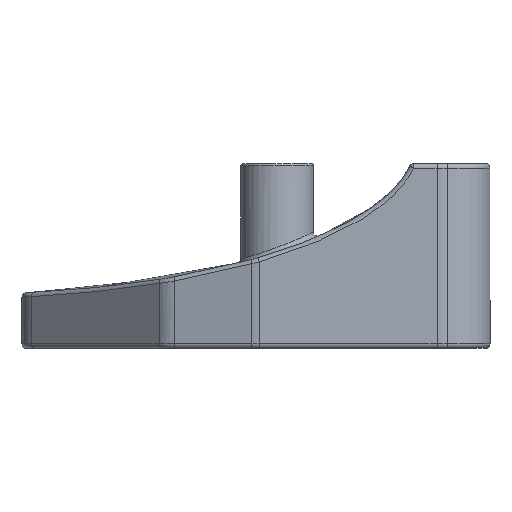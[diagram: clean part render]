
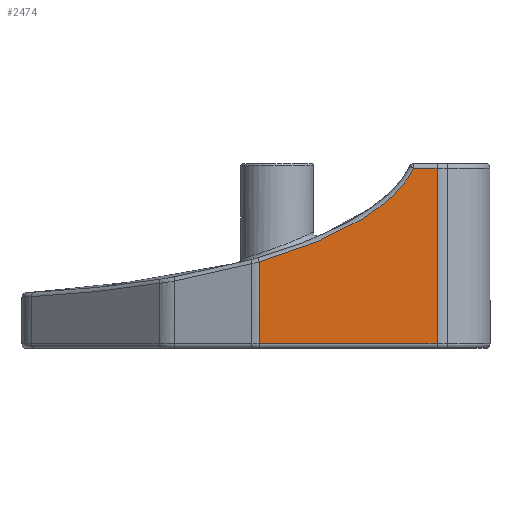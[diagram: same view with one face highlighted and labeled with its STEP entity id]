
A CAD part, left-side view. The second image highlights one B-rep face of the part: STEP entity #2474.
In plain terms, the highlighted planar face has unit normal (-1, 0, 0).
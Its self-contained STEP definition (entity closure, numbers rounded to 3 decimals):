
#40=PLANE('',#2737);
#149=LINE('',#3997,#314);
#173=LINE('',#4939,#338);
#180=LINE('',#4988,#345);
#181=LINE('',#4990,#346);
#314=VECTOR('',#3078,10.);
#338=VECTOR('',#3260,10.);
#345=VECTOR('',#3285,10.);
#346=VECTOR('',#3288,10.);
#585=FACE_OUTER_BOUND('',#745,.T.);
#745=EDGE_LOOP('',(#2024,#2025,#2026,#2027,#2028));
#1005=B_SPLINE_CURVE_WITH_KNOTS('',3,(#4515,#4516,#4517,#4518,#4519,#4520,
#4521),.UNSPECIFIED.,.F.,.F.,(4,1,1,1,4),(-1.788,-1.058,
-0.571,-0.327,-0.084),
 .UNSPECIFIED.);
#1083=VERTEX_POINT('',#3991);
#1084=VERTEX_POINT('',#3995);
#1115=VERTEX_POINT('',#4384);
#1139=VERTEX_POINT('',#4856);
#1143=VERTEX_POINT('',#4905);
#1343=EDGE_CURVE('',#1084,#1083,#149,.T.);
#1395=EDGE_CURVE('',#1115,#1084,#1005,.T.);
#1452=EDGE_CURVE('',#1139,#1143,#173,.T.);
#1462=EDGE_CURVE('',#1115,#1143,#180,.T.);
#1463=EDGE_CURVE('',#1083,#1139,#181,.T.);
#2024=ORIENTED_EDGE('',*,*,#1343,.F.);
#2025=ORIENTED_EDGE('',*,*,#1395,.F.);
#2026=ORIENTED_EDGE('',*,*,#1462,.T.);
#2027=ORIENTED_EDGE('',*,*,#1452,.F.);
#2028=ORIENTED_EDGE('',*,*,#1463,.F.);
#2474=ADVANCED_FACE('',(#585),#40,.T.);
#2737=AXIS2_PLACEMENT_3D('',#4989,#3286,#3287);
#3078=DIRECTION('',(0.,-1.,0.));
#3260=DIRECTION('',(0.,1.,0.));
#3285=DIRECTION('',(0.,0.,-1.));
#3286=DIRECTION('center_axis',(-1.,0.,0.));
#3287=DIRECTION('ref_axis',(0.,1.,0.));
#3288=DIRECTION('',(0.,0.,-1.));
#3991=CARTESIAN_POINT('',(-26.627,-15.511,-4.139));
#3995=CARTESIAN_POINT('',(-26.627,-13.347,-4.139));
#3997=CARTESIAN_POINT('',(-26.627,-7.177,-4.139));
#4384=CARTESIAN_POINT('',(-26.627,0.854,-12.776));
#4515=CARTESIAN_POINT('Ctrl Pts',(-26.627,0.854,-12.776));
#4516=CARTESIAN_POINT('Ctrl Pts',(-26.627,-1.485,-12.099));
#4517=CARTESIAN_POINT('Ctrl Pts',(-26.627,-5.318,-10.75));
#4518=CARTESIAN_POINT('Ctrl Pts',(-26.627,-9.588,-8.35));
#4519=CARTESIAN_POINT('Ctrl Pts',(-26.627,-12.039,-6.202));
#4520=CARTESIAN_POINT('Ctrl Pts',(-26.627,-12.998,-4.873));
#4521=CARTESIAN_POINT('Ctrl Pts',(-26.627,-13.347,-4.139));
#4856=CARTESIAN_POINT('',(-26.627,-15.511,-20.339));
#4905=CARTESIAN_POINT('',(-26.627,0.854,-20.339));
#4939=CARTESIAN_POINT('',(-26.627,-7.177,-20.339));
#4988=CARTESIAN_POINT('',(-26.627,0.854,-3.739));
#4989=CARTESIAN_POINT('Origin',(-26.627,-15.511,-3.739));
#4990=CARTESIAN_POINT('',(-26.627,-15.511,-3.739));
